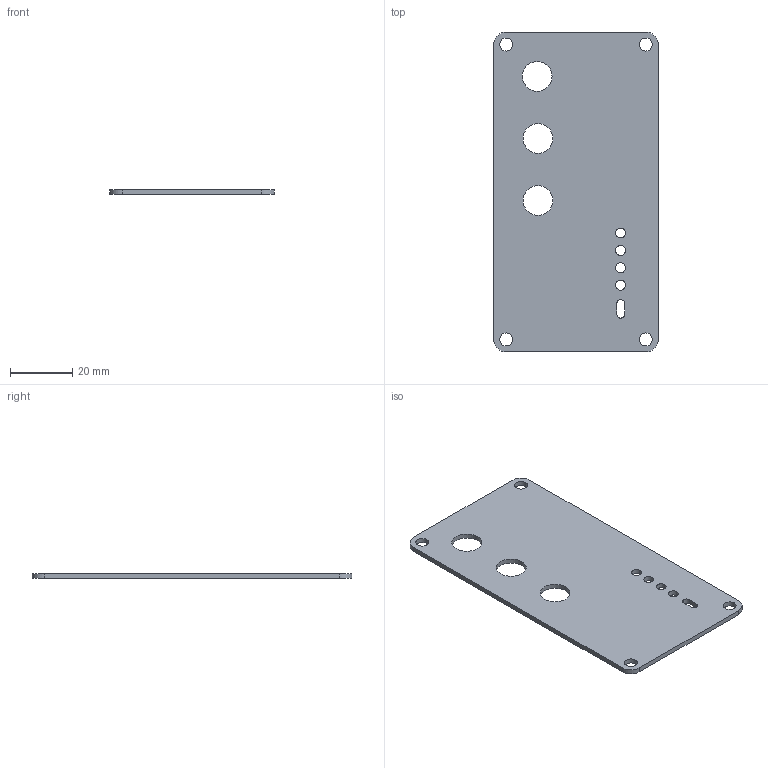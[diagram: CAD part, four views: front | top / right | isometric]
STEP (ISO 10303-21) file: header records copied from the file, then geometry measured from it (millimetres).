
FILE_DESCRIPTION(('KiCad electronic assembly'),'2;1');
FILE_NAME('X7000II-FrontPanel.step','2025-03-26T20:22:19',('Pcbnew'),( 'Kicad'),'Open CASCADE STEP processor 7.6','KiCad to STEP converter' ,'Unknown');
FILE_SCHEMA(('AUTOMOTIVE_DESIGN { 1 0 10303 214 1 1 1 1 }'));
Length unit declared in the file: millimetre
Products named in the file (2): X7000II-FrontPanel 1; X7000II-FrontPanel_PCB
Assembly tree (1 placements, depth 2):
  X7000II-FrontPanel 1
    X7000II-FrontPanel_PCB
Bounding box: 53 x 103 x 1.6 mm (x, y, z)
Volume: 8203 mm3; surface area: 11059.3 mm2
Topology: 1 solids, 1 shells, 27 faces, 75 edges, 50 vertices
Faces by surface type: cylinder 19, plane 8
Full cylindrical faces by diameter (mm): 3.2 x4, 4.2 x4, 9.6 x3
Entity records: 972 total; most frequent: DIRECTION 171, CARTESIAN_POINT 154, ORIENTED_EDGE 150, EDGE_CURVE 75, AXIS2_PLACEMENT_3D 67, FACE_BOUND 51, EDGE_LOOP 51, VERTEX_POINT 50
